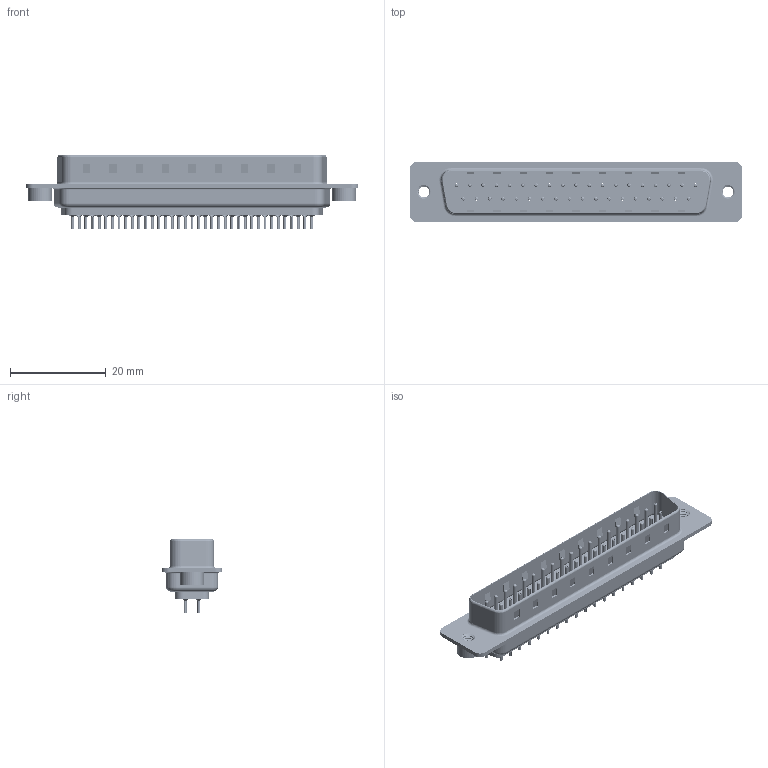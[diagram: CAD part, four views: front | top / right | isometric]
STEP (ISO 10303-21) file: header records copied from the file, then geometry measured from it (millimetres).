
FILE_DESCRIPTION (( 'STEP AP203' ), '1' );
FILE_NAME ('627-037-228-542.STEP', '2018-10-05T20:16:59', ( '' ), ( '' ), 'SwSTEP 2.0', 'SolidWorks 2016', '' );
FILE_SCHEMA (( 'CONFIG_CONTROL_DESIGN' ));
Length unit declared in the file: millimetre
Products named in the file (7): 627 Housing_37 LP; 627 Shell Front_37 Contacts; 627 Shell Rear_37 Contacts; 627 Contact Row 1_28L; 627 Contact Row 2_28L; 627 4-40 Threaded Rivet; 627-037-228-542
Assembly tree (42 placements, depth 2):
  627-037-228-542
    627 Housing_37 LP
    627 Shell Front_37 Contacts
    627 Shell Rear_37 Contacts
    627 Contact Row 1_28L  x19
    627 Contact Row 2_28L  x18
    627 4-40 Threaded Rivet  x2
Bounding box: 69.3 x 12.6 x 15.3 mm (x, y, z)
Volume: 3685.4 mm3; surface area: 10474.1 mm2
Topology: 42 solids, 42 shells, 4038 faces, 10568 edges, 6551 vertices
Faces by surface type: cylinder 1510, plane 1091, torus 1055, cone 376, bspline 6
Entity records: 29503 total; most frequent: CARTESIAN_POINT 6473, DIRECTION 4781, ORIENTED_EDGE 4226, EDGE_CURVE 2113, AXIS2_PLACEMENT_3D 1884, VERTEX_POINT 1353, EDGE_LOOP 1062, VECTOR 1013
